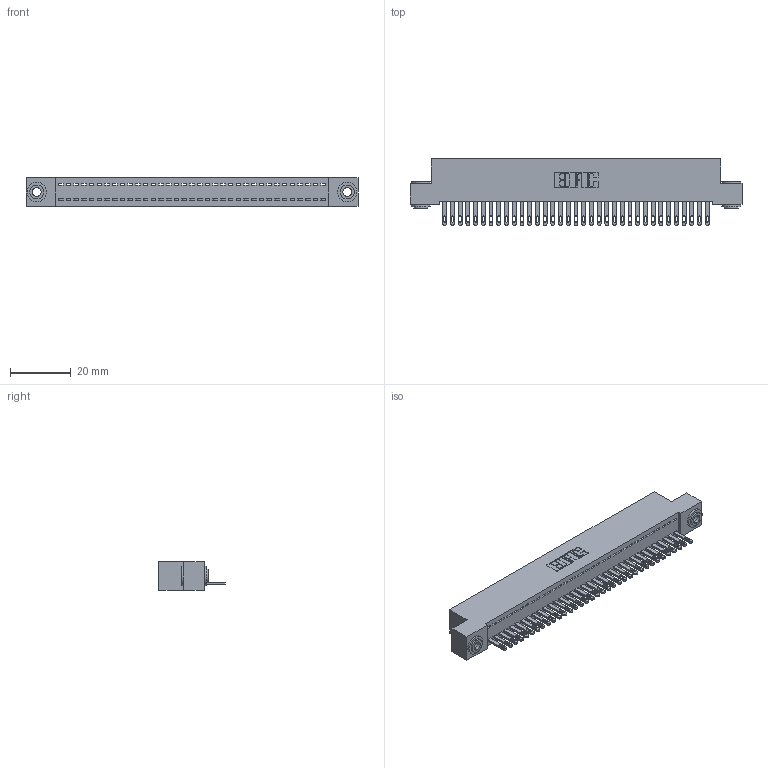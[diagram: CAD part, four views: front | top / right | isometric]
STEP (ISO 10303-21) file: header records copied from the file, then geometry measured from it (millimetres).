
FILE_DESCRIPTION (( 'STEP AP203' ), '1' );
FILE_NAME ('892-035-500-103.STEP', '2020-09-21T15:45:51', ( '' ), ( '' ), 'SwSTEP 2.0', 'SolidWorks 2020', '' );
FILE_SCHEMA (( 'CONFIG_CONTROL_DESIGN' ));
Length unit declared in the file: inch
Products named in the file (4): 342-250-002_345-250-002-102; 345-292-001_345-293-100; 842 Part_.156 TH; 892-035-500-103
Assembly tree (38 placements, depth 2):
  892-035-500-103
    842 Part_.156 TH
    345-292-001_345-293-100  x35
    342-250-002_345-250-002-102  x2
Bounding box: 109.22 x 21.85 x 9.4 mm (x, y, z)
Volume: 9595.1 mm3; surface area: 14254.3 mm2
Topology: 38 solids, 38 shells, 2038 faces, 6255 edges, 4166 vertices
Faces by surface type: plane 1336, cylinder 694, cone 8
Entity records: 22750 total; most frequent: CARTESIAN_POINT 3902, ORIENTED_EDGE 3866, DIRECTION 3341, EDGE_CURVE 1933, VECTOR 1777, LINE 1777, VERTEX_POINT 1286, AXIS2_PLACEMENT_3D 782
